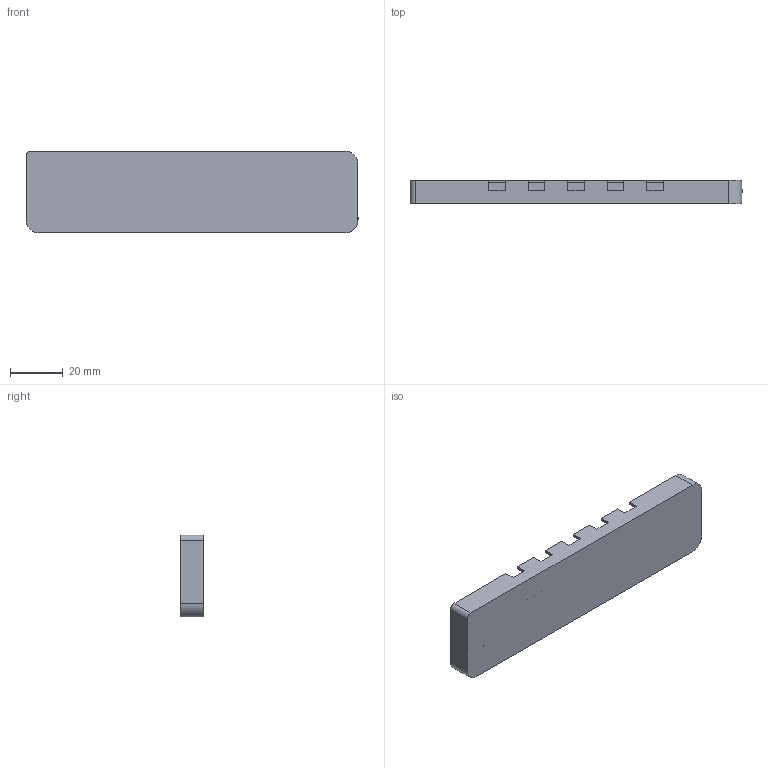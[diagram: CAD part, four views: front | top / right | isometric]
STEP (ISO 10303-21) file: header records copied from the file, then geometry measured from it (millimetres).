
FILE_DESCRIPTION(/* description */ (''),/* implementation_level */ '2;1');
FILE_NAME(/* name */ 'FocusBeam_v1.1_front.step',/* time_stamp */ '2026-02-03T11:17:57-06:00',/* author */ (''),/* organization */ (''),/* preprocessor_version */ 'ST-DEVELOPER v20.1',/* originating_system */ 'Autodesk Translation Framework v14.21.0.0',/* authorisation */ '');
FILE_SCHEMA (('AUTOMOTIVE_DESIGN { 1 0 10303 214 3 1 1 }'));
Length unit declared in the file: millimetre
Products named in the file (2): FocusBeam; front shorter
Assembly tree (1 placements, depth 2):
  FocusBeam
    front shorter
Bounding box: 126 x 9 x 31 mm (x, y, z)
Volume: 12149.1 mm3; surface area: 15770.7 mm2
Topology: 1 solids, 1 shells, 131 faces, 368 edges, 244 vertices
Faces by surface type: plane 99, cylinder 28, cone 4
Full cylindrical faces by diameter (mm): 1.65 x4, 3.5 x4
Entity records: 4266 total; most frequent: CARTESIAN_POINT 760, ORIENTED_EDGE 736, DIRECTION 707, EDGE_CURVE 368, LINE 293, VECTOR 293, VERTEX_POINT 244, AXIS2_PLACEMENT_3D 207
